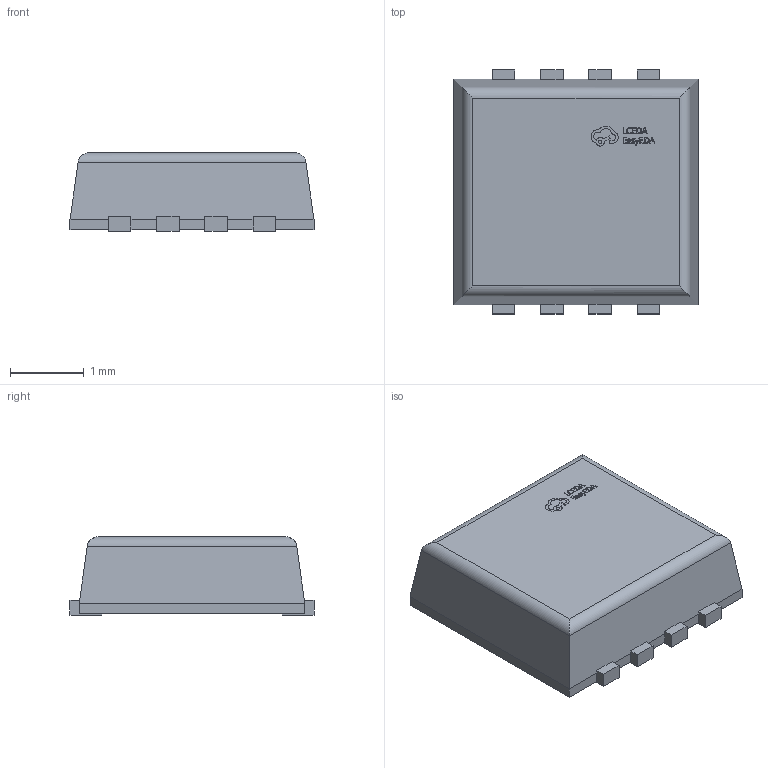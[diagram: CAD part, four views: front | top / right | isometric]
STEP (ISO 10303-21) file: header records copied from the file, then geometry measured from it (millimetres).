
FILE_DESCRIPTION (( 'STEP AP214' ), '1' );
FILE_NAME ('POWERPAK-1212-8_L3.3-W3.3-P0.65-BL-EP.step', '2022-07-09T04:00:56', ( '' ), ( '' ), 'SwSTEP 2.0', 'SolidWorks 2020', '' );
FILE_SCHEMA (( 'AUTOMOTIVE_DESIGN' ));
Length unit declared in the file: millimetre
Products named in the file (1): POWERPAK-1212-8_L3.3-W3.3-P0.65-BL-EP
Bounding box: 3.3 x 3.3 x 1.06 mm (x, y, z)
Volume: 9.8 mm3; surface area: 33.2 mm2
Topology: 1 solids, 1 shells, 353 faces, 967 edges, 642 vertices
Faces by surface type: plane 237, bspline 112, cylinder 4
Entity records: 15539 total; most frequent: CARTESIAN_POINT 4079, ORIENTED_EDGE 1934, DIRECTION 1219, EDGE_CURVE 967, VECTOR 735, LINE 735, VERTEX_POINT 642, EDGE_LOOP 379
